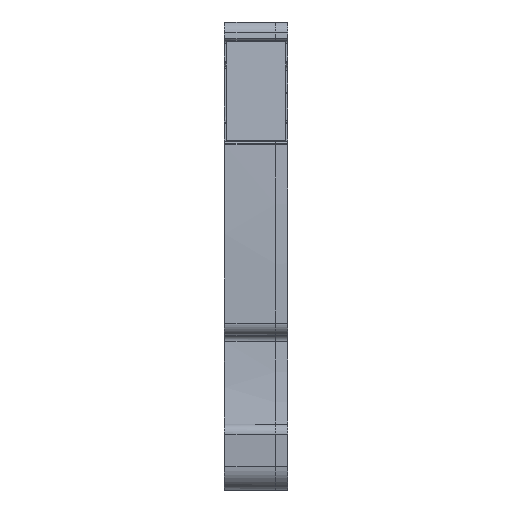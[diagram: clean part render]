
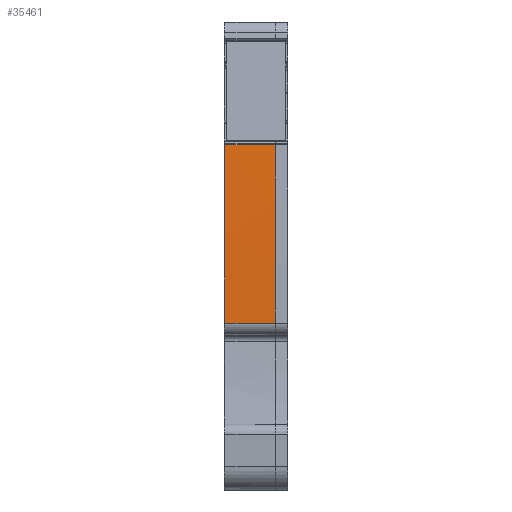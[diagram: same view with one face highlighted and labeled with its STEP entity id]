
A CAD part, front view. The second image highlights one B-rep face of the part: STEP entity #35461.
In plain terms, the highlighted cylindrical face has radius 154.9 mm (diameter 309.8 mm), a partial arc.
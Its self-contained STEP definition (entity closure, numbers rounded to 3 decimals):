
#35441=AXIS2_PLACEMENT_3D('Cylinder Axis2P3D',#35438,#35439,#35440) ;
#35452=AXIS2_PLACEMENT_3D('Circle Axis2P3D',#35450,#35451,$) ;
#28767=CARTESIAN_POINT('Vertex',(0.05,1.529,13.427)) ;
#28810=CARTESIAN_POINT('Control Point',(0.05,1.858,27.772)) ;
#28811=CARTESIAN_POINT('Control Point',(0.05,1.659,24.908)) ;
#28812=CARTESIAN_POINT('Control Point',(0.05,1.527,22.039)) ;
#28813=CARTESIAN_POINT('Control Point',(0.05,1.461,19.168)) ;
#28814=CARTESIAN_POINT('Control Point',(0.05,1.462,16.297)) ;
#28815=CARTESIAN_POINT('Control Point',(0.05,1.529,13.427)) ;
#28816=CARTESIAN_POINT('Vertex',(0.05,1.858,27.772)) ;
#35412=CARTESIAN_POINT('Line Origine',(2.55,1.529,13.427)) ;
#35416=CARTESIAN_POINT('Vertex',(4.1,1.529,13.427)) ;
#35438=CARTESIAN_POINT('Axis2P3D Location',(2.55,156.386,17.05)) ;
#35443=CARTESIAN_POINT('Line Origine',(2.55,1.858,27.772)) ;
#35447=CARTESIAN_POINT('Vertex',(4.1,1.858,27.772)) ;
#35450=CARTESIAN_POINT('Axis2P3D Location',(4.1,156.386,17.05)) ;
#35413=DIRECTION('Vector Direction',(1.,0.,0.)) ;
#35439=DIRECTION('Axis2P3D Direction',(1.,0.,0.)) ;
#35440=DIRECTION('Axis2P3D XDirection',(0.,-0.992,0.127)) ;
#35444=DIRECTION('Vector Direction',(1.,0.,0.)) ;
#35451=DIRECTION('Axis2P3D Direction',(1.,0.,0.)) ;
#35414=VECTOR('Line Direction',#35413,1.) ;
#35445=VECTOR('Line Direction',#35444,1.) ;
#35456=ORIENTED_EDGE('',*,*,#35449,.F.) ;
#35457=ORIENTED_EDGE('',*,*,#28818,.F.) ;
#35458=ORIENTED_EDGE('',*,*,#35418,.T.) ;
#35459=ORIENTED_EDGE('',*,*,#35454,.F.) ;
#35461=ADVANCED_FACE('SA_AS3C_2-5_PE_PLM024412.1\\72325_MLD_AS3C_2-5_PE.1\\72325_MLD_AS3C_2-5_PE',(#35460),#35442,.T.) ;
#28809=B_SPLINE_CURVE_WITH_KNOTS('',5,(#28810,#28811,#28812,#28813,#28814,#28815),.UNSPECIFIED.,.F.,.U.,(6,6),(85.781,100.135),.UNSPECIFIED.) ;
#35453=CIRCLE('generated circle',#35452,154.9) ;
#35442=CYLINDRICAL_SURFACE('generated cylinder',#35441,154.9) ;
#28818=EDGE_CURVE('',#28768,#28817,#28809,.F.) ;
#35418=EDGE_CURVE('',#28768,#35417,#35415,.T.) ;
#35449=EDGE_CURVE('',#28817,#35448,#35446,.T.) ;
#35454=EDGE_CURVE('',#35448,#35417,#35453,.T.) ;
#35455=EDGE_LOOP('',(#35456,#35457,#35458,#35459)) ;
#35460=FACE_OUTER_BOUND('',#35455,.T.) ;
#35415=LINE('Line',#35412,#35414) ;
#35446=LINE('Line',#35443,#35445) ;
#28768=VERTEX_POINT('',#28767) ;
#28817=VERTEX_POINT('',#28816) ;
#35417=VERTEX_POINT('',#35416) ;
#35448=VERTEX_POINT('',#35447) ;
